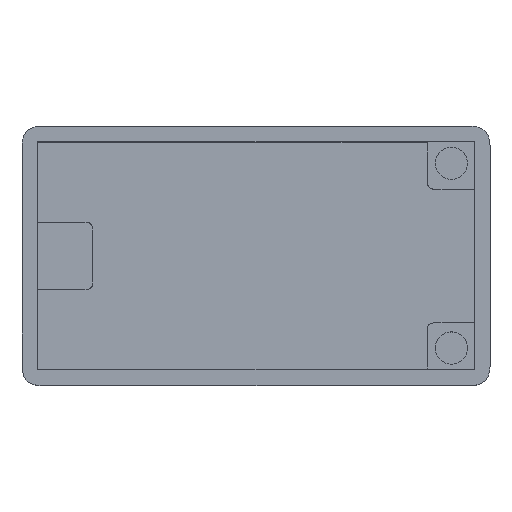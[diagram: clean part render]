
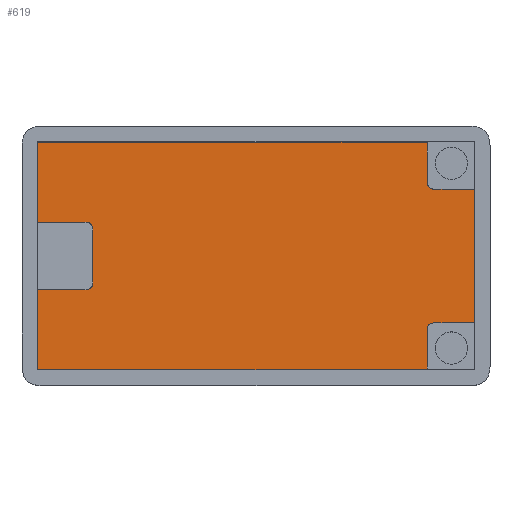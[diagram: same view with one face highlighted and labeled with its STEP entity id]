
A CAD part, top view. The second image highlights one B-rep face of the part: STEP entity #619.
In plain terms, the highlighted planar face has unit normal (0, 0, 1).
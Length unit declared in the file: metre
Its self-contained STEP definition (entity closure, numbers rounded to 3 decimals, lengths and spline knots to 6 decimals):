
#26=B_SPLINE_CURVE_WITH_KNOTS('',3,(#846,#847,#848,#849,#850,#851),
 .UNSPECIFIED.,.F.,.F.,(4,1,1,4),(0.,0.000401,0.000801,
0.001603),.UNSPECIFIED.);
#27=B_SPLINE_CURVE_WITH_KNOTS('',3,(#855,#856,#857,#858,#859,#860),
 .UNSPECIFIED.,.F.,.F.,(4,1,1,4),(0.,0.000401,0.000801,
0.001603),.UNSPECIFIED.);
#28=B_SPLINE_CURVE_WITH_KNOTS('',3,(#867,#868,#869,#870,#871,#872),
 .UNSPECIFIED.,.F.,.F.,(4,1,1,4),(0.,0.000401,0.000801,
0.001603),.UNSPECIFIED.);
#29=B_SPLINE_CURVE_WITH_KNOTS('',3,(#880,#881,#882,#883,#884,#885),
 .UNSPECIFIED.,.F.,.F.,(4,1,1,4),(0.,0.000401,0.000801,
0.001603),.UNSPECIFIED.);
#68=ORIENTED_EDGE('',*,*,#247,.F.);
#69=ORIENTED_EDGE('',*,*,#252,.T.);
#70=ORIENTED_EDGE('',*,*,#253,.T.);
#71=ORIENTED_EDGE('',*,*,#254,.T.);
#72=ORIENTED_EDGE('',*,*,#255,.T.);
#73=ORIENTED_EDGE('',*,*,#256,.T.);
#74=ORIENTED_EDGE('',*,*,#251,.F.);
#75=ORIENTED_EDGE('',*,*,#257,.F.);
#76=ORIENTED_EDGE('',*,*,#258,.T.);
#77=ORIENTED_EDGE('',*,*,#259,.T.);
#78=ORIENTED_EDGE('',*,*,#260,.T.);
#79=ORIENTED_EDGE('',*,*,#261,.T.);
#80=ORIENTED_EDGE('',*,*,#262,.F.);
#81=ORIENTED_EDGE('',*,*,#263,.T.);
#82=ORIENTED_EDGE('',*,*,#264,.F.);
#83=ORIENTED_EDGE('',*,*,#265,.T.);
#247=EDGE_CURVE('',#339,#340,#401,.T.);
#251=EDGE_CURVE('',#343,#335,#405,.T.);
#252=EDGE_CURVE('',#339,#344,#406,.T.);
#253=EDGE_CURVE('',#344,#345,#26,.T.);
#254=EDGE_CURVE('',#345,#346,#407,.T.);
#255=EDGE_CURVE('',#346,#347,#27,.T.);
#256=EDGE_CURVE('',#347,#335,#408,.T.);
#257=EDGE_CURVE('',#348,#343,#409,.T.);
#258=EDGE_CURVE('',#348,#349,#410,.T.);
#259=EDGE_CURVE('',#349,#350,#28,.T.);
#260=EDGE_CURVE('',#350,#351,#411,.T.);
#261=EDGE_CURVE('',#351,#352,#412,.T.);
#262=EDGE_CURVE('',#353,#352,#413,.T.);
#263=EDGE_CURVE('',#353,#354,#29,.T.);
#264=EDGE_CURVE('',#355,#354,#414,.T.);
#265=EDGE_CURVE('',#355,#340,#415,.T.);
#335=VERTEX_POINT('',#825);
#339=VERTEX_POINT('',#833);
#340=VERTEX_POINT('',#835);
#343=VERTEX_POINT('',#841);
#344=VERTEX_POINT('',#845);
#345=VERTEX_POINT('',#852);
#346=VERTEX_POINT('',#854);
#347=VERTEX_POINT('',#861);
#348=VERTEX_POINT('',#864);
#349=VERTEX_POINT('',#866);
#350=VERTEX_POINT('',#873);
#351=VERTEX_POINT('',#875);
#352=VERTEX_POINT('',#877);
#353=VERTEX_POINT('',#879);
#354=VERTEX_POINT('',#886);
#355=VERTEX_POINT('',#888);
#401=LINE('',#834,#457);
#405=LINE('',#842,#461);
#406=LINE('',#844,#462);
#407=LINE('',#853,#463);
#408=LINE('',#862,#464);
#409=LINE('',#863,#465);
#410=LINE('',#865,#466);
#411=LINE('',#874,#467);
#412=LINE('',#876,#468);
#413=LINE('',#878,#469);
#414=LINE('',#887,#470);
#415=LINE('',#889,#471);
#457=VECTOR('',#708,1.);
#461=VECTOR('',#712,1.);
#462=VECTOR('',#715,1.);
#463=VECTOR('',#716,1.);
#464=VECTOR('',#717,1.);
#465=VECTOR('',#718,1.);
#466=VECTOR('',#719,1.);
#467=VECTOR('',#720,1.);
#468=VECTOR('',#721,1.);
#469=VECTOR('',#722,1.);
#470=VECTOR('',#723,1.);
#471=VECTOR('',#724,1.);
#509=EDGE_LOOP('',(#68,#69,#70,#71,#72,#73,#74,#75,#76,#77,#78,#79,#80,
#81,#82,#83));
#551=FACE_BOUND('',#509,.T.);
#593=PLANE('',#668);
#619=ADVANCED_FACE('',(#551),#593,.T.);
#668=AXIS2_PLACEMENT_3D('',#843,#713,#714);
#708=DIRECTION('',(0.,1.,0.));
#712=DIRECTION('',(0.,1.,0.));
#713=DIRECTION('',(0.,0.,1.));
#714=DIRECTION('',(1.,0.,0.));
#715=DIRECTION('',(1.,0.,0.));
#716=DIRECTION('',(0.,-1.,0.));
#717=DIRECTION('',(-1.,0.,0.));
#718=DIRECTION('',(-1.,0.,0.));
#719=DIRECTION('',(0.,1.,0.));
#720=DIRECTION('',(1.,0.,0.));
#721=DIRECTION('',(0.,1.,0.));
#722=DIRECTION('',(1.,0.,0.));
#723=DIRECTION('',(0.,-1.,0.));
#724=DIRECTION('',(-1.,0.,0.));
#825=CARTESIAN_POINT('',(-0.02775,-0.0043,0.));
#833=CARTESIAN_POINT('',(-0.02775,0.0043,0.));
#834=CARTESIAN_POINT('',(-0.02775,-0.0094,0.));
#835=CARTESIAN_POINT('',(-0.02775,0.0145,0.));
#841=CARTESIAN_POINT('',(-0.02775,-0.0145,0.));
#842=CARTESIAN_POINT('',(-0.02775,-0.0094,0.));
#843=CARTESIAN_POINT('',(0.,0.,0.));
#844=CARTESIAN_POINT('',(-0.02425,0.0043,0.));
#845=CARTESIAN_POINT('',(-0.02175,0.0043,0.));
#846=CARTESIAN_POINT('',(-0.02175,0.0043,0.));
#847=CARTESIAN_POINT('',(-0.021615,0.0043,0.));
#848=CARTESIAN_POINT('',(-0.021349,0.004277,0.));
#849=CARTESIAN_POINT('',(-0.020843,0.004012,0.));
#850=CARTESIAN_POINT('',(-0.02075,0.003572,0.));
#851=CARTESIAN_POINT('',(-0.02075,0.0033,0.));
#852=CARTESIAN_POINT('',(-0.02075,0.0033,0.));
#853=CARTESIAN_POINT('',(-0.02075,0.,0.));
#854=CARTESIAN_POINT('',(-0.02075,-0.0033,0.));
#855=CARTESIAN_POINT('',(-0.02075,-0.0033,0.));
#856=CARTESIAN_POINT('',(-0.02075,-0.003435,0.));
#857=CARTESIAN_POINT('',(-0.020773,-0.003701,0.));
#858=CARTESIAN_POINT('',(-0.021038,-0.004207,0.));
#859=CARTESIAN_POINT('',(-0.021478,-0.0043,0.));
#860=CARTESIAN_POINT('',(-0.02175,-0.0043,0.));
#861=CARTESIAN_POINT('',(-0.02175,-0.0043,0.));
#862=CARTESIAN_POINT('',(-0.02425,-0.0043,0.));
#863=CARTESIAN_POINT('',(0.02475,-0.0145,0.));
#864=CARTESIAN_POINT('',(0.02175,-0.0145,0.));
#865=CARTESIAN_POINT('',(0.02175,-0.0115,0.));
#866=CARTESIAN_POINT('',(0.02175,-0.0095,0.));
#867=CARTESIAN_POINT('',(0.02175,-0.0095,0.));
#868=CARTESIAN_POINT('',(0.02175,-0.009365,0.));
#869=CARTESIAN_POINT('',(0.021773,-0.009099,0.));
#870=CARTESIAN_POINT('',(0.022038,-0.008593,0.));
#871=CARTESIAN_POINT('',(0.022478,-0.0085,0.));
#872=CARTESIAN_POINT('',(0.02275,-0.0085,0.));
#873=CARTESIAN_POINT('',(0.02275,-0.0085,0.));
#874=CARTESIAN_POINT('',(0.02475,-0.0085,0.));
#875=CARTESIAN_POINT('',(0.02775,-0.0085,0.));
#876=CARTESIAN_POINT('',(0.02775,0.0115,0.));
#877=CARTESIAN_POINT('',(0.02775,0.0085,0.));
#878=CARTESIAN_POINT('',(0.02475,0.0085,0.));
#879=CARTESIAN_POINT('',(0.02275,0.0085,0.));
#880=CARTESIAN_POINT('',(0.02275,0.0085,0.));
#881=CARTESIAN_POINT('',(0.022615,0.0085,0.));
#882=CARTESIAN_POINT('',(0.022349,0.008523,0.));
#883=CARTESIAN_POINT('',(0.021843,0.008788,0.));
#884=CARTESIAN_POINT('',(0.02175,0.009228,0.));
#885=CARTESIAN_POINT('',(0.02175,0.0095,0.));
#886=CARTESIAN_POINT('',(0.02175,0.0095,0.));
#887=CARTESIAN_POINT('',(0.02175,0.0115,0.));
#888=CARTESIAN_POINT('',(0.02175,0.0145,0.));
#889=CARTESIAN_POINT('',(0.02475,0.0145,0.));
